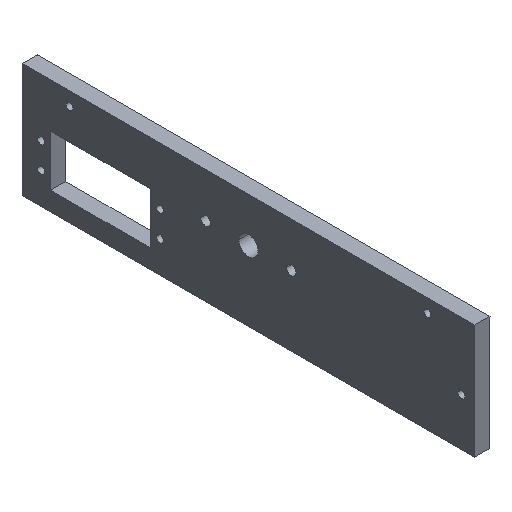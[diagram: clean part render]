
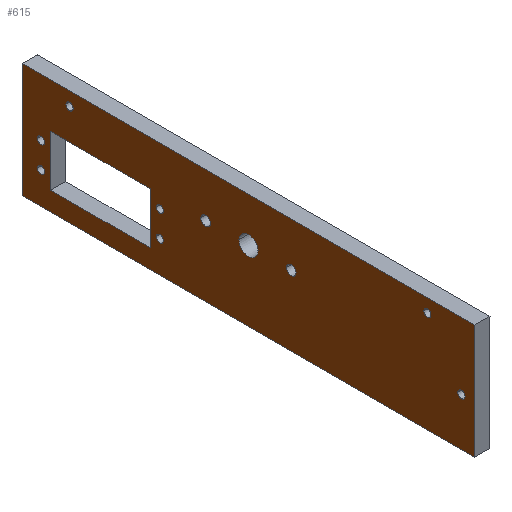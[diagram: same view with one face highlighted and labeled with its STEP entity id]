
A CAD part, isometric view. The second image highlights one B-rep face of the part: STEP entity #615.
In plain terms, the highlighted planar face has unit normal (-1, 0, 0).
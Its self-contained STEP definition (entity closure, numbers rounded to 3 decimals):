
#63=CARTESIAN_POINT('Vertex',(237.65,95.25,73.025)) ;
#77=CARTESIAN_POINT('Vertex',(237.65,95.25,24.875)) ;
#80=CARTESIAN_POINT('Line Origine',(237.65,95.25,48.95)) ;
#103=CARTESIAN_POINT('Vertex',(237.65,-95.25,73.025)) ;
#111=CARTESIAN_POINT('Line Origine',(237.65,0.,73.025)) ;
#370=CARTESIAN_POINT('Vertex',(237.65,-95.25,24.875)) ;
#373=CARTESIAN_POINT('Line Origine',(237.65,0.,24.875)) ;
#385=CARTESIAN_POINT('Axis2P3D Location',(237.65,0.,0.)) ;
#390=CARTESIAN_POINT('Line Origine',(237.65,-95.25,48.95)) ;
#401=CARTESIAN_POINT('Axis2P3D Location',(237.65,0.,54.375)) ;
#405=CARTESIAN_POINT('Vertex',(237.65,4.,54.375)) ;
#407=CARTESIAN_POINT('Vertex',(237.65,-4.,54.375)) ;
#410=CARTESIAN_POINT('Axis2P3D Location',(237.65,0.,54.375)) ;
#419=CARTESIAN_POINT('Axis2P3D Location',(237.65,-18.,54.375)) ;
#423=CARTESIAN_POINT('Vertex',(237.65,-16.,54.375)) ;
#425=CARTESIAN_POINT('Vertex',(237.65,-20.,54.375)) ;
#428=CARTESIAN_POINT('Axis2P3D Location',(237.65,-18.,54.375)) ;
#437=CARTESIAN_POINT('Axis2P3D Location',(237.65,18.,54.375)) ;
#441=CARTESIAN_POINT('Vertex',(237.65,16.,54.375)) ;
#443=CARTESIAN_POINT('Vertex',(237.65,20.,54.375)) ;
#446=CARTESIAN_POINT('Axis2P3D Location',(237.65,18.,54.375)) ;
#455=CARTESIAN_POINT('Axis2P3D Location',(237.65,75.25,67.375)) ;
#459=CARTESIAN_POINT('Vertex',(237.65,76.75,67.375)) ;
#461=CARTESIAN_POINT('Vertex',(237.65,73.75,67.375)) ;
#464=CARTESIAN_POINT('Axis2P3D Location',(237.65,75.25,67.375)) ;
#473=CARTESIAN_POINT('Axis2P3D Location',(237.65,-75.25,67.375)) ;
#477=CARTESIAN_POINT('Vertex',(237.65,-76.75,67.375)) ;
#479=CARTESIAN_POINT('Vertex',(237.65,-73.75,67.375)) ;
#482=CARTESIAN_POINT('Axis2P3D Location',(237.65,-75.25,67.375)) ;
#491=CARTESIAN_POINT('Axis2P3D Location',(237.65,37.25,38.25)) ;
#495=CARTESIAN_POINT('Vertex',(237.65,38.75,38.25)) ;
#497=CARTESIAN_POINT('Vertex',(237.65,35.75,38.25)) ;
#500=CARTESIAN_POINT('Axis2P3D Location',(237.65,37.25,38.25)) ;
#509=CARTESIAN_POINT('Axis2P3D Location',(237.65,37.25,49.)) ;
#513=CARTESIAN_POINT('Vertex',(237.65,38.75,49.)) ;
#515=CARTESIAN_POINT('Vertex',(237.65,35.75,49.)) ;
#518=CARTESIAN_POINT('Axis2P3D Location',(237.65,37.25,49.)) ;
#527=CARTESIAN_POINT('Axis2P3D Location',(237.65,87.25,38.25)) ;
#531=CARTESIAN_POINT('Vertex',(237.65,85.75,38.25)) ;
#533=CARTESIAN_POINT('Vertex',(237.65,88.75,38.25)) ;
#536=CARTESIAN_POINT('Axis2P3D Location',(237.65,87.25,38.25)) ;
#545=CARTESIAN_POINT('Axis2P3D Location',(237.65,87.25,49.)) ;
#549=CARTESIAN_POINT('Vertex',(237.65,85.75,49.)) ;
#551=CARTESIAN_POINT('Vertex',(237.65,88.75,49.)) ;
#554=CARTESIAN_POINT('Axis2P3D Location',(237.65,87.25,49.)) ;
#563=CARTESIAN_POINT('Axis2P3D Location',(237.65,-89.6,44.875)) ;
#567=CARTESIAN_POINT('Vertex',(237.65,-88.1,44.875)) ;
#569=CARTESIAN_POINT('Vertex',(237.65,-91.1,44.875)) ;
#572=CARTESIAN_POINT('Axis2P3D Location',(237.65,-89.6,44.875)) ;
#581=CARTESIAN_POINT('Line Origine',(237.65,62.25,32.875)) ;
#585=CARTESIAN_POINT('Vertex',(237.65,83.25,32.875)) ;
#587=CARTESIAN_POINT('Vertex',(237.65,41.25,32.875)) ;
#590=CARTESIAN_POINT('Line Origine',(237.65,83.25,43.625)) ;
#594=CARTESIAN_POINT('Vertex',(237.65,83.25,54.375)) ;
#597=CARTESIAN_POINT('Line Origine',(237.65,62.25,54.375)) ;
#601=CARTESIAN_POINT('Vertex',(237.65,41.25,54.375)) ;
#604=CARTESIAN_POINT('Line Origine',(237.65,41.25,43.625)) ;
#81=DIRECTION('Vector Direction',(0.,0.,-1.)) ;
#112=DIRECTION('Vector Direction',(0.,-1.,0.)) ;
#374=DIRECTION('Vector Direction',(0.,-1.,0.)) ;
#386=DIRECTION('Axis2P3D Direction',(-1.,0.,0.)) ;
#387=DIRECTION('Axis2P3D XDirection',(0.,-1.,0.)) ;
#391=DIRECTION('Vector Direction',(0.,0.,1.)) ;
#402=DIRECTION('Axis2P3D Direction',(-1.,0.,0.)) ;
#411=DIRECTION('Axis2P3D Direction',(-1.,0.,0.)) ;
#420=DIRECTION('Axis2P3D Direction',(-1.,0.,0.)) ;
#429=DIRECTION('Axis2P3D Direction',(-1.,0.,0.)) ;
#438=DIRECTION('Axis2P3D Direction',(-1.,0.,0.)) ;
#447=DIRECTION('Axis2P3D Direction',(-1.,0.,0.)) ;
#456=DIRECTION('Axis2P3D Direction',(-1.,0.,0.)) ;
#465=DIRECTION('Axis2P3D Direction',(-1.,0.,0.)) ;
#474=DIRECTION('Axis2P3D Direction',(-1.,0.,0.)) ;
#483=DIRECTION('Axis2P3D Direction',(-1.,0.,0.)) ;
#492=DIRECTION('Axis2P3D Direction',(-1.,0.,0.)) ;
#501=DIRECTION('Axis2P3D Direction',(-1.,0.,0.)) ;
#510=DIRECTION('Axis2P3D Direction',(-1.,0.,0.)) ;
#519=DIRECTION('Axis2P3D Direction',(-1.,0.,0.)) ;
#528=DIRECTION('Axis2P3D Direction',(-1.,0.,0.)) ;
#537=DIRECTION('Axis2P3D Direction',(-1.,0.,0.)) ;
#546=DIRECTION('Axis2P3D Direction',(-1.,0.,0.)) ;
#555=DIRECTION('Axis2P3D Direction',(-1.,0.,0.)) ;
#564=DIRECTION('Axis2P3D Direction',(-1.,0.,0.)) ;
#573=DIRECTION('Axis2P3D Direction',(-1.,0.,0.)) ;
#582=DIRECTION('Vector Direction',(0.,-1.,0.)) ;
#591=DIRECTION('Vector Direction',(0.,0.,1.)) ;
#598=DIRECTION('Vector Direction',(0.,1.,0.)) ;
#605=DIRECTION('Vector Direction',(0.,0.,-1.)) ;
#388=AXIS2_PLACEMENT_3D('Plane Axis2P3D',#385,#386,#387) ;
#403=AXIS2_PLACEMENT_3D('Circle Axis2P3D',#401,#402,$) ;
#412=AXIS2_PLACEMENT_3D('Circle Axis2P3D',#410,#411,$) ;
#421=AXIS2_PLACEMENT_3D('Circle Axis2P3D',#419,#420,$) ;
#430=AXIS2_PLACEMENT_3D('Circle Axis2P3D',#428,#429,$) ;
#439=AXIS2_PLACEMENT_3D('Circle Axis2P3D',#437,#438,$) ;
#448=AXIS2_PLACEMENT_3D('Circle Axis2P3D',#446,#447,$) ;
#457=AXIS2_PLACEMENT_3D('Circle Axis2P3D',#455,#456,$) ;
#466=AXIS2_PLACEMENT_3D('Circle Axis2P3D',#464,#465,$) ;
#475=AXIS2_PLACEMENT_3D('Circle Axis2P3D',#473,#474,$) ;
#484=AXIS2_PLACEMENT_3D('Circle Axis2P3D',#482,#483,$) ;
#493=AXIS2_PLACEMENT_3D('Circle Axis2P3D',#491,#492,$) ;
#502=AXIS2_PLACEMENT_3D('Circle Axis2P3D',#500,#501,$) ;
#511=AXIS2_PLACEMENT_3D('Circle Axis2P3D',#509,#510,$) ;
#520=AXIS2_PLACEMENT_3D('Circle Axis2P3D',#518,#519,$) ;
#529=AXIS2_PLACEMENT_3D('Circle Axis2P3D',#527,#528,$) ;
#538=AXIS2_PLACEMENT_3D('Circle Axis2P3D',#536,#537,$) ;
#547=AXIS2_PLACEMENT_3D('Circle Axis2P3D',#545,#546,$) ;
#556=AXIS2_PLACEMENT_3D('Circle Axis2P3D',#554,#555,$) ;
#565=AXIS2_PLACEMENT_3D('Circle Axis2P3D',#563,#564,$) ;
#574=AXIS2_PLACEMENT_3D('Circle Axis2P3D',#572,#573,$) ;
#396=ORIENTED_EDGE('',*,*,#84,.T.) ;
#397=ORIENTED_EDGE('',*,*,#377,.T.) ;
#398=ORIENTED_EDGE('',*,*,#394,.T.) ;
#399=ORIENTED_EDGE('',*,*,#115,.T.) ;
#416=ORIENTED_EDGE('',*,*,#409,.F.) ;
#417=ORIENTED_EDGE('',*,*,#414,.F.) ;
#434=ORIENTED_EDGE('',*,*,#427,.F.) ;
#435=ORIENTED_EDGE('',*,*,#432,.F.) ;
#452=ORIENTED_EDGE('',*,*,#445,.F.) ;
#453=ORIENTED_EDGE('',*,*,#450,.F.) ;
#470=ORIENTED_EDGE('',*,*,#463,.F.) ;
#471=ORIENTED_EDGE('',*,*,#468,.F.) ;
#488=ORIENTED_EDGE('',*,*,#481,.F.) ;
#489=ORIENTED_EDGE('',*,*,#486,.F.) ;
#506=ORIENTED_EDGE('',*,*,#499,.F.) ;
#507=ORIENTED_EDGE('',*,*,#504,.F.) ;
#524=ORIENTED_EDGE('',*,*,#517,.F.) ;
#525=ORIENTED_EDGE('',*,*,#522,.F.) ;
#542=ORIENTED_EDGE('',*,*,#535,.F.) ;
#543=ORIENTED_EDGE('',*,*,#540,.F.) ;
#560=ORIENTED_EDGE('',*,*,#553,.F.) ;
#561=ORIENTED_EDGE('',*,*,#558,.F.) ;
#578=ORIENTED_EDGE('',*,*,#571,.F.) ;
#579=ORIENTED_EDGE('',*,*,#576,.F.) ;
#610=ORIENTED_EDGE('',*,*,#589,.F.) ;
#611=ORIENTED_EDGE('',*,*,#596,.F.) ;
#612=ORIENTED_EDGE('',*,*,#603,.F.) ;
#613=ORIENTED_EDGE('',*,*,#608,.F.) ;
#418=FACE_BOUND('',#415,.T.) ;
#436=FACE_BOUND('',#433,.T.) ;
#454=FACE_BOUND('',#451,.T.) ;
#472=FACE_BOUND('',#469,.T.) ;
#490=FACE_BOUND('',#487,.T.) ;
#508=FACE_BOUND('',#505,.T.) ;
#526=FACE_BOUND('',#523,.T.) ;
#544=FACE_BOUND('',#541,.T.) ;
#562=FACE_BOUND('',#559,.T.) ;
#580=FACE_BOUND('',#577,.T.) ;
#614=FACE_BOUND('',#609,.T.) ;
#82=VECTOR('Line Direction',#81,1.) ;
#113=VECTOR('Line Direction',#112,1.) ;
#375=VECTOR('Line Direction',#374,1.) ;
#392=VECTOR('Line Direction',#391,1.) ;
#583=VECTOR('Line Direction',#582,1.) ;
#592=VECTOR('Line Direction',#591,1.) ;
#599=VECTOR('Line Direction',#598,1.) ;
#606=VECTOR('Line Direction',#605,1.) ;
#615=ADVANCED_FACE('PartBody',(#400,#418,#436,#454,#472,#490,#508,#526,#544,#562,#580,#614),#389,.T.) ;
#404=CIRCLE('generated circle',#403,4.) ;
#413=CIRCLE('generated circle',#412,4.) ;
#422=CIRCLE('generated circle',#421,2.) ;
#431=CIRCLE('generated circle',#430,2.) ;
#440=CIRCLE('generated circle',#439,2.) ;
#449=CIRCLE('generated circle',#448,2.) ;
#458=CIRCLE('generated circle',#457,1.5) ;
#467=CIRCLE('generated circle',#466,1.5) ;
#476=CIRCLE('generated circle',#475,1.5) ;
#485=CIRCLE('generated circle',#484,1.5) ;
#494=CIRCLE('generated circle',#493,1.5) ;
#503=CIRCLE('generated circle',#502,1.5) ;
#512=CIRCLE('generated circle',#511,1.5) ;
#521=CIRCLE('generated circle',#520,1.5) ;
#530=CIRCLE('generated circle',#529,1.5) ;
#539=CIRCLE('generated circle',#538,1.5) ;
#548=CIRCLE('generated circle',#547,1.5) ;
#557=CIRCLE('generated circle',#556,1.5) ;
#566=CIRCLE('generated circle',#565,1.5) ;
#575=CIRCLE('generated circle',#574,1.5) ;
#84=EDGE_CURVE('',#64,#78,#83,.T.) ;
#115=EDGE_CURVE('',#104,#64,#114,.F.) ;
#377=EDGE_CURVE('',#78,#371,#376,.T.) ;
#394=EDGE_CURVE('',#371,#104,#393,.T.) ;
#409=EDGE_CURVE('',#406,#408,#404,.T.) ;
#414=EDGE_CURVE('',#408,#406,#413,.T.) ;
#427=EDGE_CURVE('',#424,#426,#422,.T.) ;
#432=EDGE_CURVE('',#426,#424,#431,.T.) ;
#445=EDGE_CURVE('',#442,#444,#440,.T.) ;
#450=EDGE_CURVE('',#444,#442,#449,.T.) ;
#463=EDGE_CURVE('',#460,#462,#458,.T.) ;
#468=EDGE_CURVE('',#462,#460,#467,.T.) ;
#481=EDGE_CURVE('',#478,#480,#476,.T.) ;
#486=EDGE_CURVE('',#480,#478,#485,.T.) ;
#499=EDGE_CURVE('',#496,#498,#494,.T.) ;
#504=EDGE_CURVE('',#498,#496,#503,.T.) ;
#517=EDGE_CURVE('',#514,#516,#512,.T.) ;
#522=EDGE_CURVE('',#516,#514,#521,.T.) ;
#535=EDGE_CURVE('',#532,#534,#530,.T.) ;
#540=EDGE_CURVE('',#534,#532,#539,.T.) ;
#553=EDGE_CURVE('',#550,#552,#548,.T.) ;
#558=EDGE_CURVE('',#552,#550,#557,.T.) ;
#571=EDGE_CURVE('',#568,#570,#566,.T.) ;
#576=EDGE_CURVE('',#570,#568,#575,.T.) ;
#589=EDGE_CURVE('',#586,#588,#584,.T.) ;
#596=EDGE_CURVE('',#595,#586,#593,.F.) ;
#603=EDGE_CURVE('',#602,#595,#600,.T.) ;
#608=EDGE_CURVE('',#588,#602,#607,.F.) ;
#395=EDGE_LOOP('',(#396,#397,#398,#399)) ;
#415=EDGE_LOOP('',(#416,#417)) ;
#433=EDGE_LOOP('',(#434,#435)) ;
#451=EDGE_LOOP('',(#452,#453)) ;
#469=EDGE_LOOP('',(#470,#471)) ;
#487=EDGE_LOOP('',(#488,#489)) ;
#505=EDGE_LOOP('',(#506,#507)) ;
#523=EDGE_LOOP('',(#524,#525)) ;
#541=EDGE_LOOP('',(#542,#543)) ;
#559=EDGE_LOOP('',(#560,#561)) ;
#577=EDGE_LOOP('',(#578,#579)) ;
#609=EDGE_LOOP('',(#610,#611,#612,#613)) ;
#400=FACE_OUTER_BOUND('',#395,.T.) ;
#83=LINE('Line',#80,#82) ;
#114=LINE('Line',#111,#113) ;
#376=LINE('Line',#373,#375) ;
#393=LINE('Line',#390,#392) ;
#584=LINE('Line',#581,#583) ;
#593=LINE('Line',#590,#592) ;
#600=LINE('Line',#597,#599) ;
#607=LINE('Line',#604,#606) ;
#389=PLANE('Plane',#388) ;
#64=VERTEX_POINT('',#63) ;
#78=VERTEX_POINT('',#77) ;
#104=VERTEX_POINT('',#103) ;
#371=VERTEX_POINT('',#370) ;
#406=VERTEX_POINT('',#405) ;
#408=VERTEX_POINT('',#407) ;
#424=VERTEX_POINT('',#423) ;
#426=VERTEX_POINT('',#425) ;
#442=VERTEX_POINT('',#441) ;
#444=VERTEX_POINT('',#443) ;
#460=VERTEX_POINT('',#459) ;
#462=VERTEX_POINT('',#461) ;
#478=VERTEX_POINT('',#477) ;
#480=VERTEX_POINT('',#479) ;
#496=VERTEX_POINT('',#495) ;
#498=VERTEX_POINT('',#497) ;
#514=VERTEX_POINT('',#513) ;
#516=VERTEX_POINT('',#515) ;
#532=VERTEX_POINT('',#531) ;
#534=VERTEX_POINT('',#533) ;
#550=VERTEX_POINT('',#549) ;
#552=VERTEX_POINT('',#551) ;
#568=VERTEX_POINT('',#567) ;
#570=VERTEX_POINT('',#569) ;
#586=VERTEX_POINT('',#585) ;
#588=VERTEX_POINT('',#587) ;
#595=VERTEX_POINT('',#594) ;
#602=VERTEX_POINT('',#601) ;
